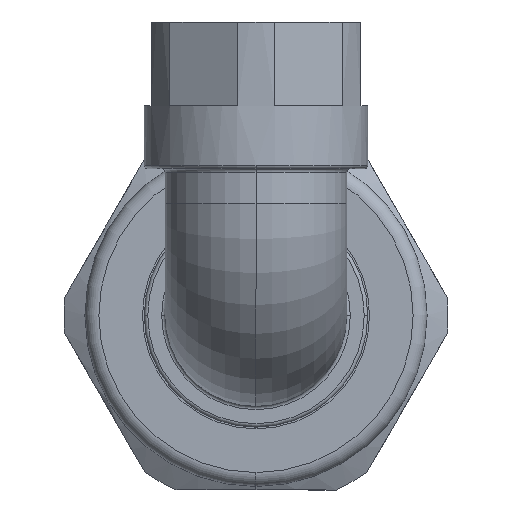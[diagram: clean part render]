
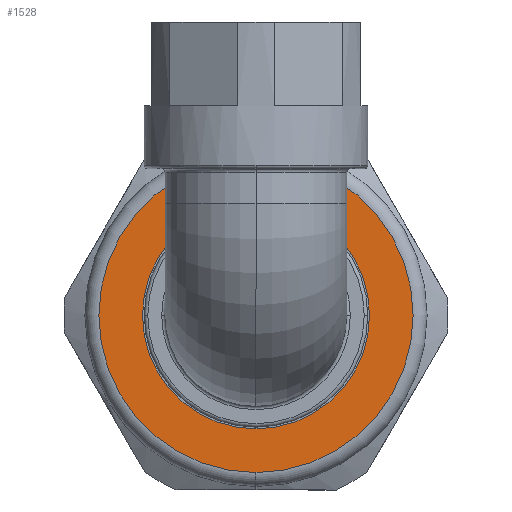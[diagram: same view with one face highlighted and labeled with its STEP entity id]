
A CAD part, left-side view. The second image highlights one B-rep face of the part: STEP entity #1528.
In plain terms, the highlighted planar face has unit normal (-1, 0, 0).
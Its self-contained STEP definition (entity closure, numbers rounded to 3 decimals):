
#34 = CIRCLE ( 'NONE', #2968, 16.25 ) ;
#127 = AXIS2_PLACEMENT_3D ( 'NONE', #1990, #570, #757 ) ;
#147 = CIRCLE ( 'NONE', #127, 22.5 ) ;
#152 = ORIENTED_EDGE ( 'NONE', *, *, #961, .F. ) ;
#200 = VERTEX_POINT ( 'NONE', #336 ) ;
#221 = VERTEX_POINT ( 'NONE', #2023 ) ;
#336 = CARTESIAN_POINT ( 'NONE',  ( -6.12, 0., -22.5 ) ) ;
#338 = CARTESIAN_POINT ( 'NONE',  ( -6.12, 0., 16.25 ) ) ;
#484 = DIRECTION ( 'NONE',  ( -1., 0., 0. ) ) ;
#487 = AXIS2_PLACEMENT_3D ( 'NONE', #1141, #1833, #855 ) ;
#570 = DIRECTION ( 'NONE',  ( 1., 0., 0. ) ) ;
#744 = AXIS2_PLACEMENT_3D ( 'NONE', #1936, #484, #2983 ) ;
#757 = DIRECTION ( 'NONE',  ( 0., 0., -1. ) ) ;
#792 = FACE_OUTER_BOUND ( 'NONE', #1367, .T. ) ;
#855 = DIRECTION ( 'NONE',  ( 0., 0., -1. ) ) ;
#869 = EDGE_LOOP ( 'NONE', ( #2069, #1905 ) ) ;
#961 = EDGE_CURVE ( 'NONE', #2297, #200, #1170, .T. ) ;
#1079 = CARTESIAN_POINT ( 'NONE',  ( -6.12, 0., 0. ) ) ;
#1141 = CARTESIAN_POINT ( 'NONE',  ( -6.12, 0., 0. ) ) ;
#1170 = CIRCLE ( 'NONE', #487, 22.5 ) ;
#1313 = VERTEX_POINT ( 'NONE', #338 ) ;
#1367 = EDGE_LOOP ( 'NONE', ( #2930, #152 ) ) ;
#1528 = ADVANCED_FACE ( 'NONE', ( #2166, #792 ), #2470, .T. ) ;
#1578 = DIRECTION ( 'NONE',  ( 1., 0., 0. ) ) ;
#1694 = DIRECTION ( 'NONE',  ( 1., 0., 0. ) ) ;
#1833 = DIRECTION ( 'NONE',  ( 1., 0., 0. ) ) ;
#1905 = ORIENTED_EDGE ( 'NONE', *, *, #3082, .T. ) ;
#1936 = CARTESIAN_POINT ( 'NONE',  ( -6.12, 0., 0. ) ) ;
#1990 = CARTESIAN_POINT ( 'NONE',  ( -6.12, 0., 0. ) ) ;
#2017 = AXIS2_PLACEMENT_3D ( 'NONE', #1079, #1578, #3088 ) ;
#2023 = CARTESIAN_POINT ( 'NONE',  ( -6.12, 0., -16.25 ) ) ;
#2069 = ORIENTED_EDGE ( 'NONE', *, *, #2935, .T. ) ;
#2154 = CARTESIAN_POINT ( 'NONE',  ( -6.12, 0., 0. ) ) ;
#2166 = FACE_BOUND ( 'NONE', #869, .T. ) ;
#2297 = VERTEX_POINT ( 'NONE', #2624 ) ;
#2424 = EDGE_CURVE ( 'NONE', #200, #2297, #147, .T. ) ;
#2426 = DIRECTION ( 'NONE',  ( 0., 0., -1. ) ) ;
#2470 = PLANE ( 'NONE',  #744 ) ;
#2624 = CARTESIAN_POINT ( 'NONE',  ( -6.12, 0., 22.5 ) ) ;
#2930 = ORIENTED_EDGE ( 'NONE', *, *, #2424, .F. ) ;
#2935 = EDGE_CURVE ( 'NONE', #221, #1313, #3157, .T. ) ;
#2968 = AXIS2_PLACEMENT_3D ( 'NONE', #2154, #1694, #2426 ) ;
#2983 = DIRECTION ( 'NONE',  ( 0., 0., 1. ) ) ;
#3082 = EDGE_CURVE ( 'NONE', #1313, #221, #34, .T. ) ;
#3088 = DIRECTION ( 'NONE',  ( 0., 0., -1. ) ) ;
#3157 = CIRCLE ( 'NONE', #2017, 16.25 ) ;
